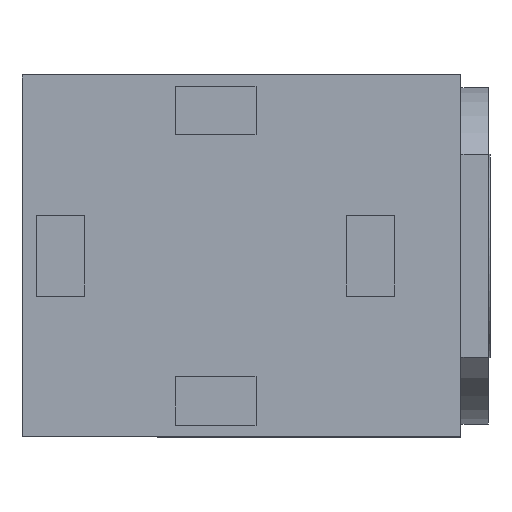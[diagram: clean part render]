
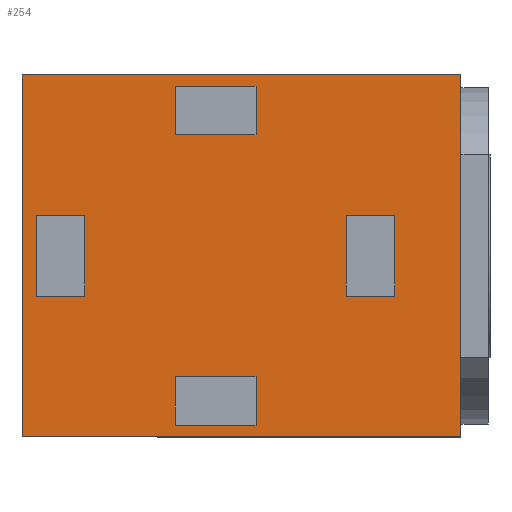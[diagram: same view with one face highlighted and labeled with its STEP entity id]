
A CAD part, top view. The second image highlights one B-rep face of the part: STEP entity #254.
In plain terms, the highlighted planar face has unit normal (0, 0, 1).
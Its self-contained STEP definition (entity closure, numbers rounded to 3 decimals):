
#36=LINE('',#1118,#110);
#37=LINE('',#1120,#111);
#38=LINE('',#1123,#112);
#39=LINE('',#1125,#113);
#40=LINE('',#1127,#114);
#41=LINE('',#1128,#115);
#42=LINE('',#1131,#116);
#43=LINE('',#1133,#117);
#44=LINE('',#1135,#118);
#45=LINE('',#1136,#119);
#46=LINE('',#1138,#120);
#47=LINE('',#1140,#121);
#48=LINE('',#1141,#122);
#49=LINE('',#1144,#123);
#50=LINE('',#1146,#124);
#51=LINE('',#1148,#125);
#52=LINE('',#1149,#126);
#53=LINE('',#1152,#127);
#54=LINE('',#1154,#128);
#55=LINE('',#1156,#129);
#110=VECTOR('',#865,1.);
#111=VECTOR('',#868,1.);
#112=VECTOR('',#869,1.);
#113=VECTOR('',#870,1.);
#114=VECTOR('',#871,1.);
#115=VECTOR('',#872,1.);
#116=VECTOR('',#873,1.);
#117=VECTOR('',#874,1.);
#118=VECTOR('',#875,1.);
#119=VECTOR('',#876,1.);
#120=VECTOR('',#877,1.);
#121=VECTOR('',#878,1.);
#122=VECTOR('',#879,1.);
#123=VECTOR('',#880,1.);
#124=VECTOR('',#881,1.);
#125=VECTOR('',#882,1.);
#126=VECTOR('',#883,1.);
#127=VECTOR('',#884,1.);
#128=VECTOR('',#885,1.);
#129=VECTOR('',#886,1.);
#183=PLANE('',#795);
#254=ADVANCED_FACE('',(#318,#319,#320,#321,#322),#183,.T.);
#318=FACE_BOUND('',#349,.T.);
#319=FACE_BOUND('',#350,.T.);
#320=FACE_BOUND('',#351,.T.);
#321=FACE_BOUND('',#352,.T.);
#322=FACE_BOUND('',#353,.T.);
#349=EDGE_LOOP('',(#414,#415,#416,#417));
#350=EDGE_LOOP('',(#418,#419,#420,#421));
#351=EDGE_LOOP('',(#422,#423,#424,#425));
#352=EDGE_LOOP('',(#426,#427,#428,#429));
#353=EDGE_LOOP('',(#430,#431,#432,#433));
#414=ORIENTED_EDGE('',*,*,#672,.F.);
#415=ORIENTED_EDGE('',*,*,#673,.F.);
#416=ORIENTED_EDGE('',*,*,#674,.F.);
#417=ORIENTED_EDGE('',*,*,#675,.F.);
#418=ORIENTED_EDGE('',*,*,#676,.T.);
#419=ORIENTED_EDGE('',*,*,#677,.T.);
#420=ORIENTED_EDGE('',*,*,#678,.T.);
#421=ORIENTED_EDGE('',*,*,#679,.T.);
#422=ORIENTED_EDGE('',*,*,#680,.F.);
#423=ORIENTED_EDGE('',*,*,#671,.F.);
#424=ORIENTED_EDGE('',*,*,#681,.T.);
#425=ORIENTED_EDGE('',*,*,#682,.T.);
#426=ORIENTED_EDGE('',*,*,#683,.F.);
#427=ORIENTED_EDGE('',*,*,#684,.F.);
#428=ORIENTED_EDGE('',*,*,#685,.F.);
#429=ORIENTED_EDGE('',*,*,#686,.F.);
#430=ORIENTED_EDGE('',*,*,#687,.F.);
#431=ORIENTED_EDGE('',*,*,#688,.F.);
#432=ORIENTED_EDGE('',*,*,#689,.F.);
#433=ORIENTED_EDGE('',*,*,#690,.F.);
#600=VERTEX_POINT('',#1113);
#602=VERTEX_POINT('',#1117);
#603=VERTEX_POINT('',#1121);
#604=VERTEX_POINT('',#1122);
#605=VERTEX_POINT('',#1124);
#606=VERTEX_POINT('',#1126);
#607=VERTEX_POINT('',#1129);
#608=VERTEX_POINT('',#1130);
#609=VERTEX_POINT('',#1132);
#610=VERTEX_POINT('',#1134);
#611=VERTEX_POINT('',#1137);
#612=VERTEX_POINT('',#1139);
#613=VERTEX_POINT('',#1142);
#614=VERTEX_POINT('',#1143);
#615=VERTEX_POINT('',#1145);
#616=VERTEX_POINT('',#1147);
#617=VERTEX_POINT('',#1150);
#618=VERTEX_POINT('',#1151);
#619=VERTEX_POINT('',#1153);
#620=VERTEX_POINT('',#1155);
#671=EDGE_CURVE('',#602,#600,#36,.T.);
#672=EDGE_CURVE('',#603,#604,#37,.T.);
#673=EDGE_CURVE('',#605,#603,#38,.T.);
#674=EDGE_CURVE('',#606,#605,#39,.T.);
#675=EDGE_CURVE('',#604,#606,#40,.T.);
#676=EDGE_CURVE('',#607,#608,#41,.T.);
#677=EDGE_CURVE('',#608,#609,#42,.T.);
#678=EDGE_CURVE('',#609,#610,#43,.T.);
#679=EDGE_CURVE('',#610,#607,#44,.T.);
#680=EDGE_CURVE('',#600,#611,#45,.T.);
#681=EDGE_CURVE('',#602,#612,#46,.T.);
#682=EDGE_CURVE('',#612,#611,#47,.T.);
#683=EDGE_CURVE('',#613,#614,#48,.T.);
#684=EDGE_CURVE('',#615,#613,#49,.T.);
#685=EDGE_CURVE('',#616,#615,#50,.T.);
#686=EDGE_CURVE('',#614,#616,#51,.T.);
#687=EDGE_CURVE('',#617,#618,#52,.T.);
#688=EDGE_CURVE('',#619,#617,#53,.T.);
#689=EDGE_CURVE('',#620,#619,#54,.T.);
#690=EDGE_CURVE('',#618,#620,#55,.T.);
#795=AXIS2_PLACEMENT_3D('',#1157,#887,#888);
#865=DIRECTION('',(0.,1.,0.));
#868=DIRECTION('',(0.,-1.,0.));
#869=DIRECTION('',(-1.,0.,0.));
#870=DIRECTION('',(0.,1.,0.));
#871=DIRECTION('',(1.,0.,0.));
#872=DIRECTION('',(1.,0.,0.));
#873=DIRECTION('',(0.,-1.,0.));
#874=DIRECTION('',(-1.,0.,0.));
#875=DIRECTION('',(0.,1.,0.));
#876=DIRECTION('',(1.,0.,0.));
#877=DIRECTION('',(1.,0.,0.));
#878=DIRECTION('',(0.,1.,0.));
#879=DIRECTION('',(1.,0.,0.));
#880=DIRECTION('',(0.,-1.,0.));
#881=DIRECTION('',(-1.,0.,0.));
#882=DIRECTION('',(0.,1.,0.));
#883=DIRECTION('',(1.,0.,0.));
#884=DIRECTION('',(0.,-1.,0.));
#885=DIRECTION('',(-1.,0.,0.));
#886=DIRECTION('',(0.,1.,0.));
#887=DIRECTION('',(0.,0.,1.));
#888=DIRECTION('',(-1.,0.,0.));
#1113=CARTESIAN_POINT('',(-60.,56.,0.));
#1117=CARTESIAN_POINT('',(-60.,-56.,0.));
#1118=CARTESIAN_POINT('',(-60.,-56.,0.));
#1120=CARTESIAN_POINT('',(-55.5,12.5,0.));
#1121=CARTESIAN_POINT('',(-55.5,12.5,0.));
#1122=CARTESIAN_POINT('',(-55.5,-12.515,0.));
#1123=CARTESIAN_POINT('',(-55.5,12.5,0.));
#1124=CARTESIAN_POINT('',(-40.5,12.5,0.));
#1125=CARTESIAN_POINT('',(-40.5,-12.515,0.));
#1126=CARTESIAN_POINT('',(-40.5,-12.515,0.));
#1127=CARTESIAN_POINT('',(-55.5,-12.515,0.));
#1128=CARTESIAN_POINT('',(12.5,-37.5,0.));
#1129=CARTESIAN_POINT('',(-12.515,-37.5,0.));
#1130=CARTESIAN_POINT('',(12.5,-37.5,0.));
#1131=CARTESIAN_POINT('',(12.5,-37.5,0.));
#1132=CARTESIAN_POINT('',(12.5,-52.5,0.));
#1133=CARTESIAN_POINT('',(-12.515,-52.5,0.));
#1134=CARTESIAN_POINT('',(-12.515,-52.5,0.));
#1135=CARTESIAN_POINT('',(-12.515,-37.5,0.));
#1136=CARTESIAN_POINT('',(-60.,56.,0.));
#1137=CARTESIAN_POINT('',(76.,56.,0.));
#1138=CARTESIAN_POINT('',(-60.,-56.,0.));
#1139=CARTESIAN_POINT('',(76.,-56.,0.));
#1140=CARTESIAN_POINT('',(76.,-56.,0.));
#1141=CARTESIAN_POINT('',(40.5,-12.515,0.));
#1142=CARTESIAN_POINT('',(40.5,-12.515,0.));
#1143=CARTESIAN_POINT('',(55.5,-12.515,0.));
#1144=CARTESIAN_POINT('',(40.5,12.5,0.));
#1145=CARTESIAN_POINT('',(40.5,12.5,0.));
#1146=CARTESIAN_POINT('',(40.5,12.5,0.));
#1147=CARTESIAN_POINT('',(55.5,12.5,0.));
#1148=CARTESIAN_POINT('',(55.5,-12.515,0.));
#1149=CARTESIAN_POINT('',(-12.515,37.5,0.));
#1150=CARTESIAN_POINT('',(-12.515,37.5,0.));
#1151=CARTESIAN_POINT('',(12.5,37.5,0.));
#1152=CARTESIAN_POINT('',(-12.515,52.5,0.));
#1153=CARTESIAN_POINT('',(-12.515,52.5,0.));
#1154=CARTESIAN_POINT('',(12.5,52.5,0.));
#1155=CARTESIAN_POINT('',(12.5,52.5,0.));
#1156=CARTESIAN_POINT('',(12.5,52.5,0.));
#1157=CARTESIAN_POINT('',(-60.,-56.,0.));
